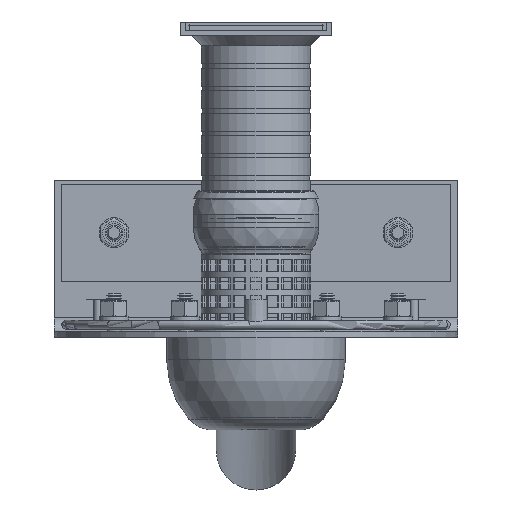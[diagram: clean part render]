
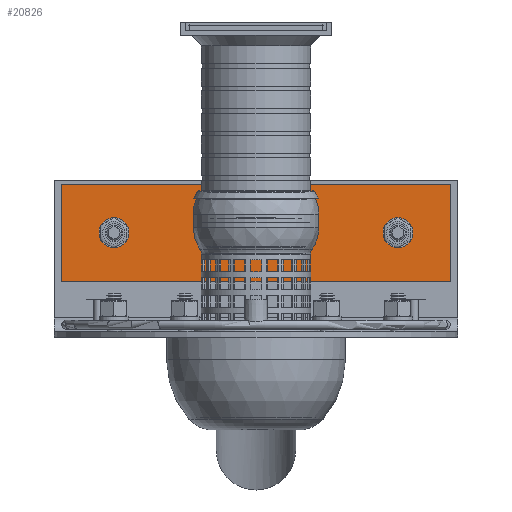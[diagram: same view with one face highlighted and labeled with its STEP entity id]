
A CAD part, left-side view. The second image highlights one B-rep face of the part: STEP entity #20826.
In plain terms, the highlighted planar face has unit normal (-1, 0, 0).
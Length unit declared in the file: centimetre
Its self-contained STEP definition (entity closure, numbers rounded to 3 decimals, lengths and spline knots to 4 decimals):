
#360=FACE_BOUND('',#6744,.T.);
#361=FACE_BOUND('',#6745,.T.);
#807=PLANE('',#22387);
#1792=LINE('',#33999,#3543);
#1795=LINE('',#34004,#3546);
#1798=LINE('',#34020,#3549);
#1800=LINE('',#34023,#3551);
#3543=VECTOR('',#25730,1.);
#3546=VECTOR('',#25735,1.);
#3549=VECTOR('',#25754,1.);
#3551=VECTOR('',#25758,1.);
#5505=FACE_OUTER_BOUND('',#6743,.T.);
#6743=EDGE_LOOP('',(#15796,#15797,#15798,#15799));
#6744=EDGE_LOOP('',(#15800));
#6745=EDGE_LOOP('',(#15801));
#8384=CIRCLE('',#22382,8.);
#8385=CIRCLE('',#22384,8.);
#9665=VERTEX_POINT('',#33996);
#9666=VERTEX_POINT('',#33998);
#9667=VERTEX_POINT('',#34002);
#9670=VERTEX_POINT('',#34011);
#9671=VERTEX_POINT('',#34015);
#9672=VERTEX_POINT('',#34019);
#11953=EDGE_CURVE('',#9665,#9666,#1792,.T.);
#11956=EDGE_CURVE('',#9667,#9665,#1795,.T.);
#11959=EDGE_CURVE('',#9670,#9670,#8384,.T.);
#11961=EDGE_CURVE('',#9671,#9671,#8385,.T.);
#11963=EDGE_CURVE('',#9666,#9672,#1798,.T.);
#11965=EDGE_CURVE('',#9672,#9667,#1800,.T.);
#15796=ORIENTED_EDGE('',*,*,#11953,.F.);
#15797=ORIENTED_EDGE('',*,*,#11956,.F.);
#15798=ORIENTED_EDGE('',*,*,#11965,.F.);
#15799=ORIENTED_EDGE('',*,*,#11963,.F.);
#15800=ORIENTED_EDGE('',*,*,#11961,.F.);
#15801=ORIENTED_EDGE('',*,*,#11959,.F.);
#20826=ADVANCED_FACE('',(#5505,#360,#361),#807,.T.);
#22382=AXIS2_PLACEMENT_3D('',#34012,#25744,#25745);
#22384=AXIS2_PLACEMENT_3D('',#34016,#25749,#25750);
#22387=AXIS2_PLACEMENT_3D('',#34024,#25759,#25760);
#25730=DIRECTION('',(0.,-1.,0.));
#25735=DIRECTION('',(0.,0.,1.));
#25744=DIRECTION('center_axis',(-1.,0.,0.));
#25745=DIRECTION('ref_axis',(0.,1.,0.));
#25749=DIRECTION('center_axis',(-1.,0.,0.));
#25750=DIRECTION('ref_axis',(0.,-1.,0.));
#25754=DIRECTION('',(0.,0.,-1.));
#25758=DIRECTION('',(0.,1.,0.));
#25759=DIRECTION('center_axis',(-1.,0.,0.));
#25760=DIRECTION('ref_axis',(0.,0.,
1.));
#33996=CARTESIAN_POINT('',(1351.0975,427.0114,103.9144));
#33998=CARTESIAN_POINT('',(1351.0975,167.0114,103.9144));
#33999=CARTESIAN_POINT('',(1351.0975,167.0114,103.9144));
#34002=CARTESIAN_POINT('',(1351.0975,427.0114,38.9144));
#34004=CARTESIAN_POINT('',(1351.0975,427.0114,103.9144));
#34011=CARTESIAN_POINT('',(1351.0975,384.0114,71.4144));
#34012=CARTESIAN_POINT('Origin',(1351.0975,392.0114,71.4144));
#34015=CARTESIAN_POINT('',(1351.0975,210.0114,71.4144));
#34016=CARTESIAN_POINT('Origin',(1351.0975,202.0114,71.4144));
#34019=CARTESIAN_POINT('',(1351.0975,167.0114,38.9144));
#34020=CARTESIAN_POINT('',(1351.0975,167.0114,38.9144));
#34023=CARTESIAN_POINT('',(1351.0975,427.0114,38.9144));
#34024=CARTESIAN_POINT('Origin',(1351.0975,297.0114,71.4144));
